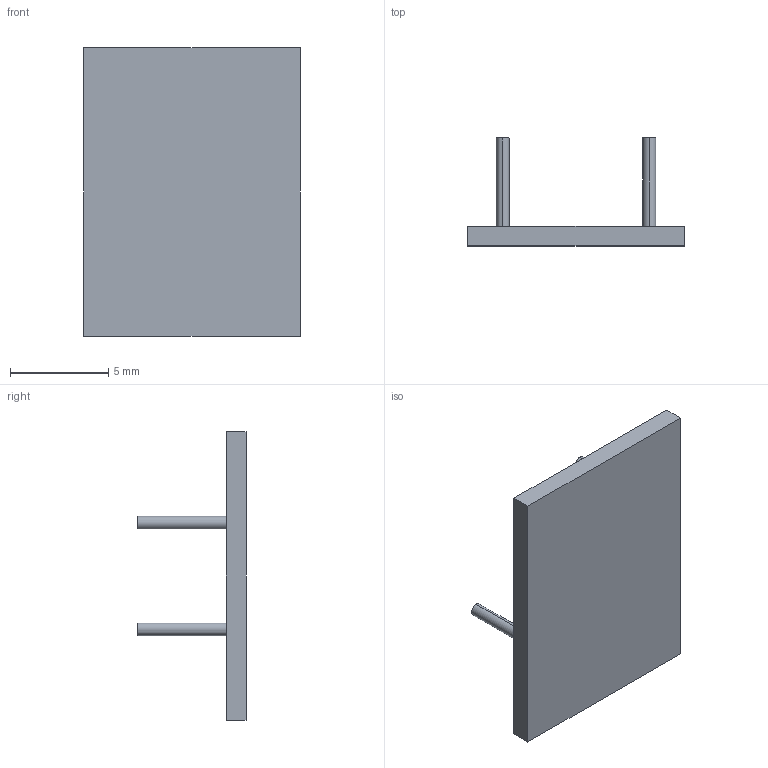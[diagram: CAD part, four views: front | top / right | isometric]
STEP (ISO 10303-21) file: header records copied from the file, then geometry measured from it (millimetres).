
FILE_DESCRIPTION (( 'STEP AP203' ), '1' );
FILE_NAME ('INGUN_14764.STEP', '2023-11-09T12:51:39', ( '' ), ( '' ), 'SwSTEP 2.0', 'SolidWorks 2021', '' );
FILE_SCHEMA (( 'CONFIG_CONTROL_DESIGN' ));
Length unit declared in the file: millimetre
Products named in the file (1): INGUN_14764
Bounding box: 11 x 5.5 x 14.7 mm (x, y, z)
Volume: 162.9 mm3; surface area: 401.1 mm2
Topology: 1 solids, 1 shells, 53 faces, 123 edges, 82 vertices
Faces by surface type: plane 40, cylinder 13
Entity records: 1580 total; most frequent: CARTESIAN_POINT 259, DIRECTION 257, ORIENTED_EDGE 246, EDGE_CURVE 123, VECTOR 97, LINE 97, VERTEX_POINT 82, AXIS2_PLACEMENT_3D 80
